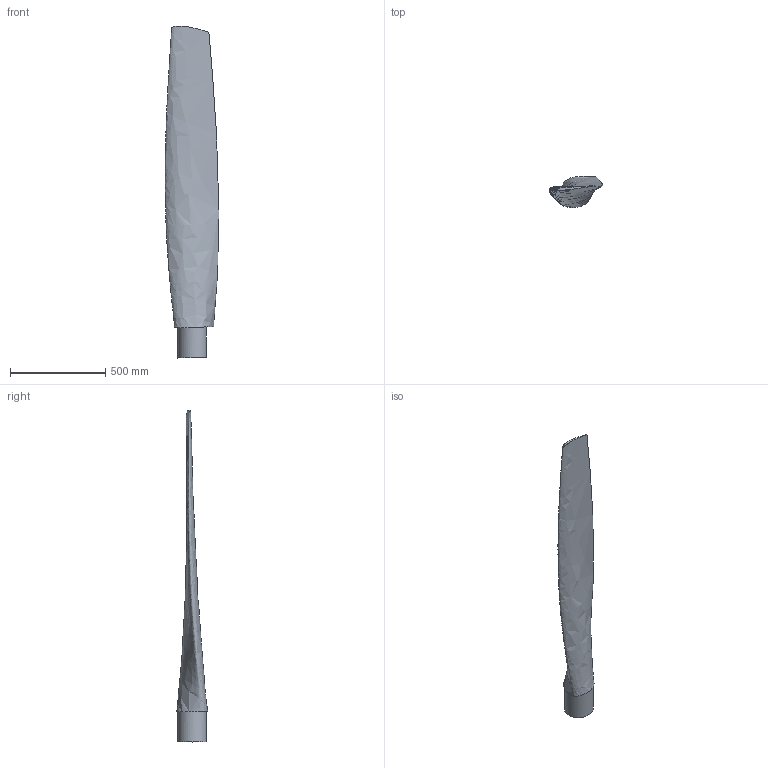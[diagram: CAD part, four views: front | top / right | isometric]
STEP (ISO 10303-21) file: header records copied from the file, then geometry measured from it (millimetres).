
FILE_DESCRIPTION(('Open CASCADE Model'),'2;1');
FILE_NAME('Open CASCADE Shape Model','2019-02-12T10:37:58',('Author'),( 'Open CASCADE'),'Open CASCADE STEP processor 7.3','Open CASCADE 7.3' ,'Unknown');
FILE_SCHEMA(('AUTOMOTIVE_DESIGN { 1 0 10303 214 1 1 1 1 }'));
Length unit declared in the file: metre
Products named in the file (1): Open CASCADE STEP translator 7.3 1
Bounding box: 281.95 x 164.29 x 1744.11 mm (x, y, z)
Volume: 17859047.9 mm3; surface area: 960258.6 mm2
Topology: 1 solids, 1 shells, 6 faces, 176 edges, 173 vertices
Faces by surface type: bspline 3, plane 2, extrusion 1
Entity records: 9224 total; most frequent: CARTESIAN_POINT 6955, B_SPLINE_CURVE_WITH_KNOTS 475, ORIENTED_EDGE 352, PCURVE 352, DEFINITIONAL_REPRESENTATION 352, EDGE_CURVE 176, SURFACE_CURVE 175, VERTEX_POINT 173
